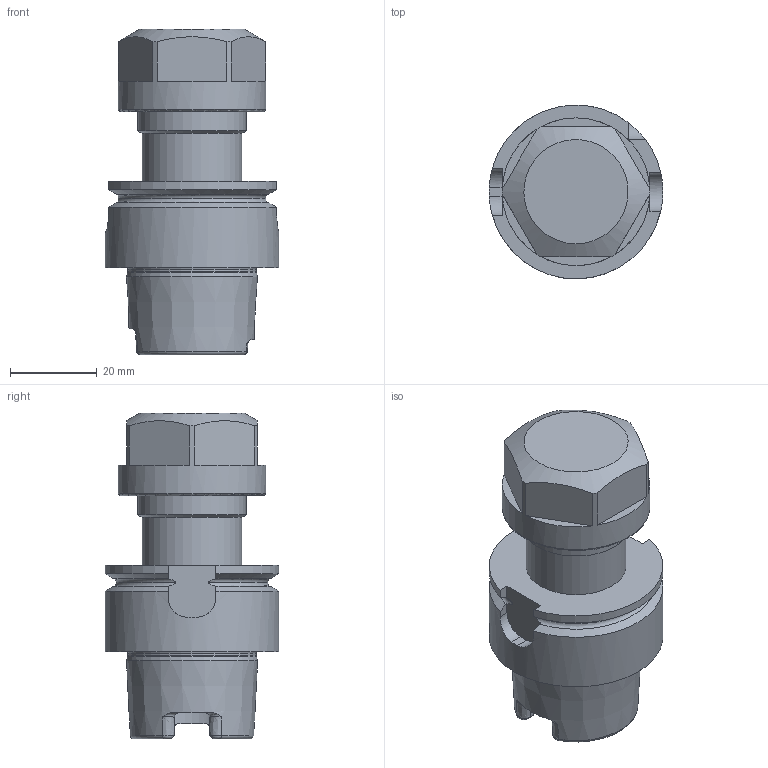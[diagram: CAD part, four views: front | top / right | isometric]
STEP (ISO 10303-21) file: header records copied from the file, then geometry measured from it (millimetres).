
FILE_DESCRIPTION(/* description */ (''),/* implementation_level */ '2;1');
FILE_NAME(/* name */ '10001143094nxv000_00_214.stp',/* time_stamp */ '2023-01-19T09:39:43+01:00',/* author */ (''),/* organization */ (''),/* preprocessor_version */ 'ST-DEVELOPER v18.1',/* originating_system */ 'SIEMENS PLM Software NX 2000',/* authorisation */ '');
FILE_SCHEMA (('AUTOMOTIVE_DESIGN { 1 0 10303 214 3 1 1 1 }'));
Length unit declared in the file: millimetre
Products named in the file (1): 10001143094nxv000_00
Bounding box: 40 x 40 x 74.97 mm (x, y, z)
Volume: 55910.1 mm3; surface area: 11827.1 mm2
Topology: 1 solids, 2 shells, 99 faces, 264 edges, 172 vertices
Faces by surface type: plane 44, cylinder 21, bspline 12, cone 11, torus 11
Full cylindrical faces by diameter (mm): 8 x1, 21 x1, 23 x1, 25 x1, 29.6 x1, 34 x1, 40 x1
Entity records: 3804 total; most frequent: CARTESIAN_POINT 1574, ORIENTED_EDGE 480, DIRECTION 411, EDGE_CURVE 240, AXIS2_PLACEMENT_3D 165, VERTEX_POINT 163, EDGE_LOOP 117, ADVANCED_FACE 99
